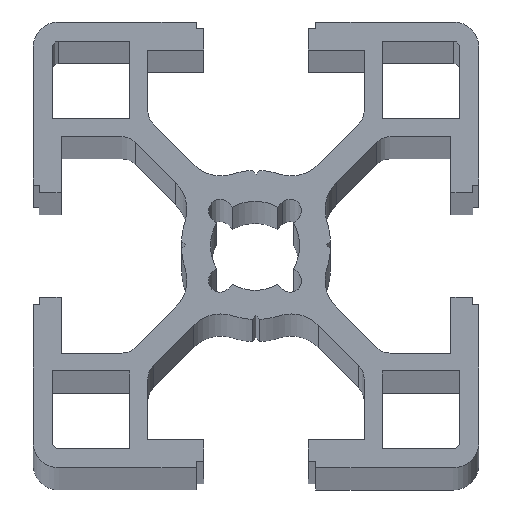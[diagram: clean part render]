
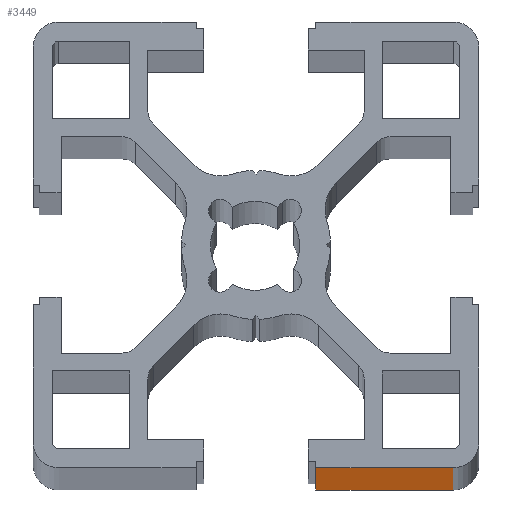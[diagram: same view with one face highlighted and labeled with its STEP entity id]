
A CAD part, top view. The second image highlights one B-rep face of the part: STEP entity #3449.
In plain terms, the highlighted planar face has unit normal (0, -1, 0).
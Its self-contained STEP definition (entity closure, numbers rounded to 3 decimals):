
#22 = CARTESIAN_POINT ( 'NONE',  ( 15.574, -17.429, 1000. ) ) ;
#103 = VECTOR ( 'NONE', #3033, 1000. ) ;
#199 = VECTOR ( 'NONE', #1493, 1000. ) ;
#214 = EDGE_CURVE ( 'NONE', #3460, #1382, #3773, .T. ) ;
#228 = EDGE_LOOP ( 'NONE', ( #2187, #1025, #3697, #3161 ) ) ;
#732 = VECTOR ( 'NONE', #1390, 1000. ) ;
#883 = PLANE ( 'NONE',  #4310 ) ;
#1025 = ORIENTED_EDGE ( 'NONE', *, *, #3631, .F. ) ;
#1198 = FACE_OUTER_BOUND ( 'NONE', #228, .T. ) ;
#1226 = CARTESIAN_POINT ( 'NONE',  ( 0., -17.429, 1000. ) ) ;
#1237 = DIRECTION ( 'NONE',  ( 0., 0., -1. ) ) ;
#1252 = LINE ( 'NONE', #3273, #199 ) ;
#1382 = VERTEX_POINT ( 'NONE', #4366 ) ;
#1390 = DIRECTION ( 'NONE',  ( 0., 0., -1. ) ) ;
#1490 = VERTEX_POINT ( 'NONE', #22 ) ;
#1493 = DIRECTION ( 'NONE',  ( 0., 0., -1. ) ) ;
#1612 = CARTESIAN_POINT ( 'NONE',  ( 15.574, -17.429, 0. ) ) ;
#1869 = VECTOR ( 'NONE', #3373, 1000. ) ;
#1981 = EDGE_CURVE ( 'NONE', #1490, #4312, #4476, .T. ) ;
#2089 = CARTESIAN_POINT ( 'NONE',  ( 4.774, -17.429, 1000. ) ) ;
#2187 = ORIENTED_EDGE ( 'NONE', *, *, #214, .F. ) ;
#2322 = CARTESIAN_POINT ( 'NONE',  ( 0., -17.429, 1000. ) ) ;
#2344 = CARTESIAN_POINT ( 'NONE',  ( 0., -17.429, 0. ) ) ;
#2634 = LINE ( 'NONE', #2089, #732 ) ;
#2960 = CARTESIAN_POINT ( 'NONE',  ( 4.774, -17.429, 1000. ) ) ;
#3033 = DIRECTION ( 'NONE',  ( -1., 0., 0. ) ) ;
#3081 = EDGE_CURVE ( 'NONE', #4312, #1382, #2634, .T. ) ;
#3161 = ORIENTED_EDGE ( 'NONE', *, *, #3081, .T. ) ;
#3273 = CARTESIAN_POINT ( 'NONE',  ( 15.574, -17.429, 1000. ) ) ;
#3373 = DIRECTION ( 'NONE',  ( -1., 0., 0. ) ) ;
#3391 = DIRECTION ( 'NONE',  ( 0., -1., 0. ) ) ;
#3449 = ADVANCED_FACE ( 'NONE', ( #1198 ), #883, .T. ) ;
#3460 = VERTEX_POINT ( 'NONE', #1612 ) ;
#3631 = EDGE_CURVE ( 'NONE', #1490, #3460, #1252, .T. ) ;
#3697 = ORIENTED_EDGE ( 'NONE', *, *, #1981, .T. ) ;
#3773 = LINE ( 'NONE', #2344, #103 ) ;
#4310 = AXIS2_PLACEMENT_3D ( 'NONE', #2322, #3391, #1237 ) ;
#4312 = VERTEX_POINT ( 'NONE', #2960 ) ;
#4366 = CARTESIAN_POINT ( 'NONE',  ( 4.774, -17.429, 0. ) ) ;
#4476 = LINE ( 'NONE', #1226, #1869 ) ;
